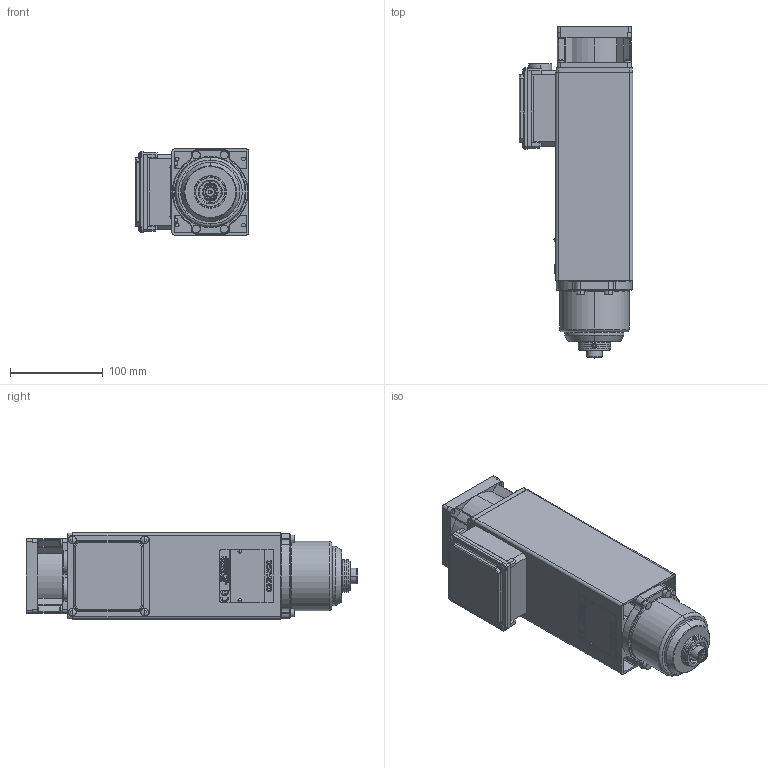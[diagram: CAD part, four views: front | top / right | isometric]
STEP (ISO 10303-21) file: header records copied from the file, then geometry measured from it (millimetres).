
FILE_DESCRIPTION(('HOOPS Exchange Step'),'2;1');
FILE_NAME('export-2E56375D-EED7-4E4B-8A94-C7C4DAFF6D0F.stp','2024-09-10T12:15:02+02:00',('Gebruiker'),('Alibre'),'HOOPS Exchange 2023.0','Alibre','Unknown authorisation');
FILE_SCHEMA( ('AP242_MANAGED_MODEL_BASED_3D_ENGINEERING_MIM_LF {1 0 10303 442 1 1 4 }') );
Length unit declared in the file: millimetre
Products named in the file (1): 6689 Teknomotor C4147-C-DB-HSK32C-SV-2.2kW-18.000-24.000rpm
Bounding box: 122.5 x 358.2 x 93 mm (x, y, z)
Surface area: 213502.9 mm2 (no closed solid volume)
Topology: 0 solids, 1071 shells, 1186 faces, 5565 edges, 5314 vertices
Faces by surface type: plane 723, cylinder 277, cone 88, bspline 46, sphere 28, torus 24
Entity records: 67732 total; most frequent: CARTESIAN_POINT 20222, DIRECTION 8716, ORIENTED_EDGE 5760, EDGE_CURVE 5529, VERTEX_POINT 5314, VECTOR 3820, LINE 3820, AXIS2_PLACEMENT_3D 2448
